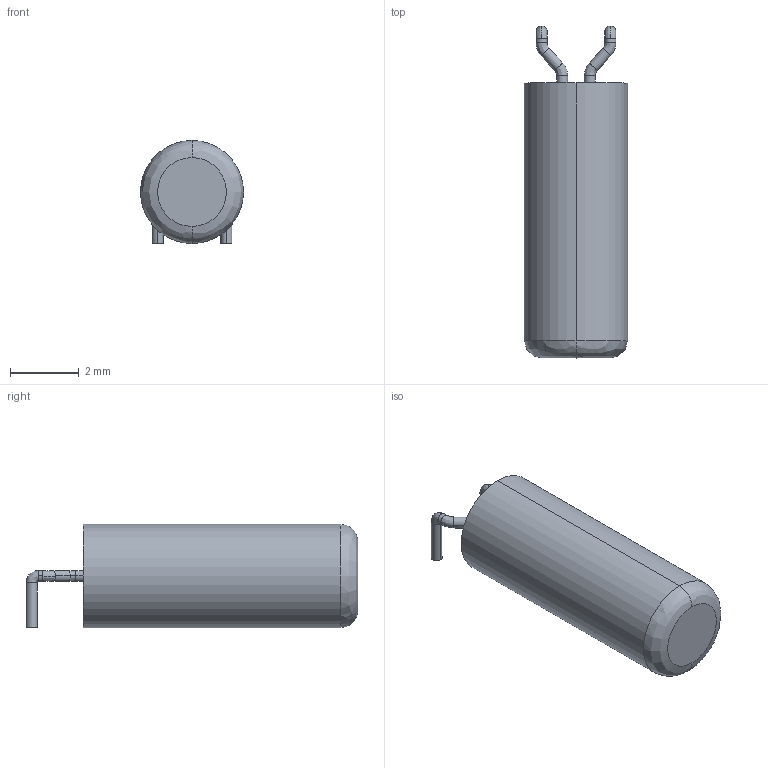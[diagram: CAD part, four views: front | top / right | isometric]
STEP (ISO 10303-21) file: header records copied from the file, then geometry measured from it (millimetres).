
FILE_DESCRIPTION(('FreeCAD Model'),'2;1');
FILE_NAME('xtal-AB308.step','2017-11-03T12:18:55',('kicad StepUp'),( 'ksu MCAD'),'Open CASCADE STEP processor 6.8','FreeCAD','Unknown');
FILE_SCHEMA(('AUTOMOTIVE_DESIGN_CC2 { 1 2 10303 214 -1 1 5 4 }'));
Length unit declared in the file: millimetre
Products named in the file (1): xtal-AB308
Bounding box: 3 x 9.66 x 3 mm (x, y, z)
Volume: 56.6 mm3; surface area: 93.7 mm2
Topology: 1 solids, 1 shells, 36 faces, 74 edges, 42 vertices
Faces by surface type: cylinder 18, bspline 14, plane 4
Entity records: 1375 total; most frequent: CARTESIAN_POINT 369, DIRECTION 172, ORIENTED_EDGE 148, AXIS2_PLACEMENT_3D 77, EDGE_CURVE 74, CIRCLE 54, VERTEX_POINT 42, FACE_BOUND 38
